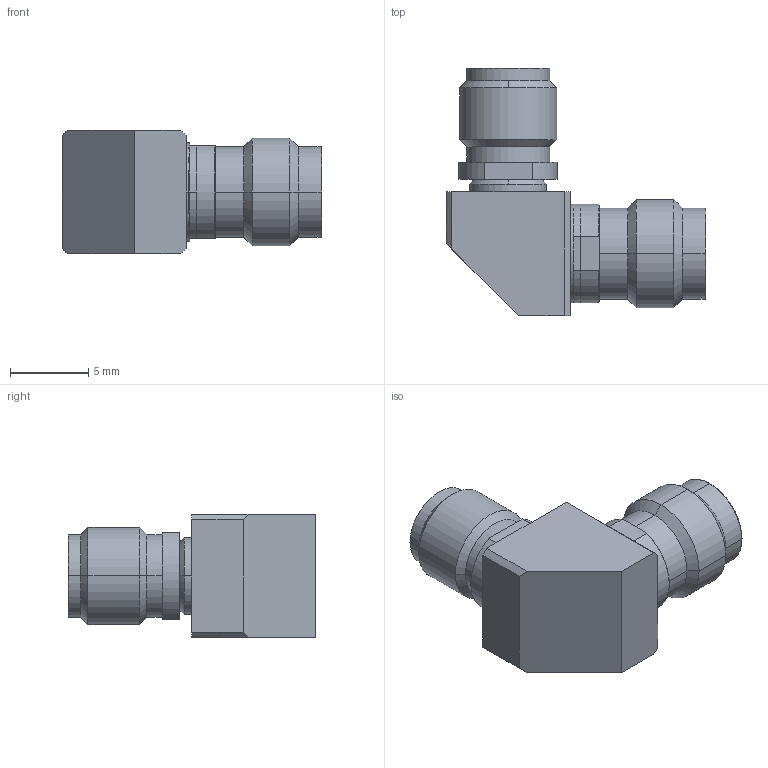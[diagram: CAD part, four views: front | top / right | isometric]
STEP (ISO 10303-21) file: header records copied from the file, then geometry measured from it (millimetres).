
FILE_DESCRIPTION (( 'STEP AP214' ), '1' );
FILE_NAME ('FMAD1561_3D.STEP', '2022-08-04T21:08:20', ( '' ), ( '' ), 'SwSTEP 2.0', 'SolidWorks 2021', '' );
FILE_SCHEMA (( 'AUTOMOTIVE_DESIGN' ));
Length unit declared in the file: millimetre
Products named in the file (4): Copy of ALS-K3K8-3-TOP^FMAD1561; FMAD1561_3D; Copy of ALS-K8-248-1^FMAD1561; Copy of ALS-A8K3-18-4^FMAD1561
Assembly tree (3 placements, depth 2):
  FMAD1561_3D
    Copy of ALS-K3K8-3-TOP^FMAD1561
    Copy of ALS-A8K3-18-4^FMAD1561
    Copy of ALS-K8-248-1^FMAD1561
Bounding box: 16.6 x 15.8 x 7.92 mm (x, y, z)
Volume: 865 mm3; surface area: 926.2 mm2
Topology: 3 solids, 3 shells, 109 faces, 246 edges, 151 vertices
Faces by surface type: cylinder 52, cone 28, plane 27, bspline 2
Entity records: 3235 total; most frequent: DIRECTION 583, CARTESIAN_POINT 578, ORIENTED_EDGE 492, EDGE_CURVE 246, AXIS2_PLACEMENT_3D 236, VERTEX_POINT 151, CIRCLE 123, EDGE_LOOP 117
